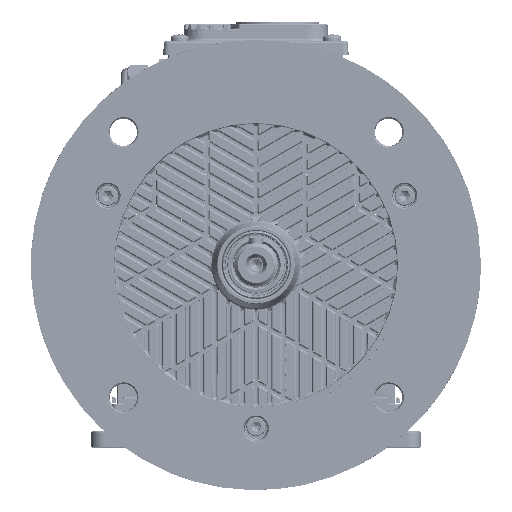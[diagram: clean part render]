
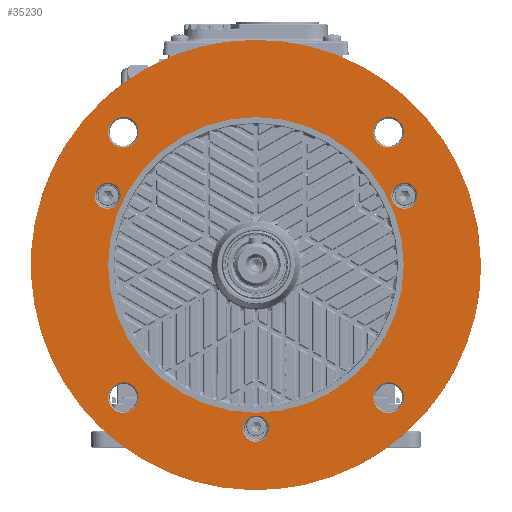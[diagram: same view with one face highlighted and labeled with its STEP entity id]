
A CAD part, top view. The second image highlights one B-rep face of the part: STEP entity #35230.
In plain terms, the highlighted planar face has unit normal (0, 0, 1).
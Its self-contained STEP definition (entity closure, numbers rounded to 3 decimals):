
#30279=B_SPLINE_CURVE_WITH_KNOTS('',3,(#228605,#228606,#228607,#228608,
#228609,#228610,#228611,#228612,#228613,#228614,#228615,#228616,#228617,
#228618,#228619,#228620,#228621,#228622,#228623,#228624,#228625,#228626,
#228627,#228628,#228629,#228630,#228631,#228632,#228633,#228634,#228635,
#228636,#228637,#228638,#228639,#228640,#228641,#228642,#228643,#228644,
#228645,#228646,#228647,#228648,#228649,#228650,#228651,#228652,#228653),
 .UNSPECIFIED.,.T.,.F.,(1,3,3,3,3,3,3,3,3,3,3,3,3,3,3,3,3,3,1),(-0.063,
0.,0.063,0.125,0.188,0.25,0.313,0.375,0.438,0.5,0.563,0.625,0.688,
0.75,0.813,0.875,0.938,1.,1.063),.UNSPECIFIED.);
#35230=ADVANCED_FACE('',(#38780,#38781,#38782,#38783,#38784,#38785,#38786,
#38787,#38788),#37897,.T.);
#37897=PLANE('',#122723);
#38780=FACE_BOUND('',#43658,.T.);
#38781=FACE_BOUND('',#43659,.T.);
#38782=FACE_BOUND('',#43660,.T.);
#38783=FACE_BOUND('',#43661,.T.);
#38784=FACE_BOUND('',#43662,.T.);
#38785=FACE_BOUND('',#43663,.T.);
#38786=FACE_BOUND('',#43664,.T.);
#38787=FACE_BOUND('',#43665,.T.);
#38788=FACE_BOUND('',#43666,.T.);
#43658=EDGE_LOOP('',(#67359));
#43659=EDGE_LOOP('',(#67360));
#43660=EDGE_LOOP('',(#67361));
#43661=EDGE_LOOP('',(#67362));
#43662=EDGE_LOOP('',(#67363));
#43663=EDGE_LOOP('',(#67364));
#43664=EDGE_LOOP('',(#67365));
#43665=EDGE_LOOP('',(#67366));
#43666=EDGE_LOOP('',(#67367));
#67359=ORIENTED_EDGE('',*,*,#101772,.T.);
#67360=ORIENTED_EDGE('',*,*,#101770,.T.);
#67361=ORIENTED_EDGE('',*,*,#101768,.T.);
#67362=ORIENTED_EDGE('',*,*,#101766,.T.);
#67363=ORIENTED_EDGE('',*,*,#101764,.T.);
#67364=ORIENTED_EDGE('',*,*,#101762,.T.);
#67365=ORIENTED_EDGE('',*,*,#101760,.T.);
#67366=ORIENTED_EDGE('',*,*,#101781,.T.);
#67367=ORIENTED_EDGE('',*,*,#101782,.F.);
#84185=VERTEX_POINT('',#228550);
#84187=VERTEX_POINT('',#228555);
#84189=VERTEX_POINT('',#228560);
#84191=VERTEX_POINT('',#228565);
#84193=VERTEX_POINT('',#228570);
#84195=VERTEX_POINT('',#228575);
#84197=VERTEX_POINT('',#228580);
#84206=VERTEX_POINT('',#228654);
#84207=VERTEX_POINT('',#228656);
#101760=EDGE_CURVE('',#84185,#84185,#111083,.T.);
#101762=EDGE_CURVE('',#84187,#84187,#111085,.T.);
#101764=EDGE_CURVE('',#84189,#84189,#111087,.T.);
#101766=EDGE_CURVE('',#84191,#84191,#111089,.T.);
#101768=EDGE_CURVE('',#84193,#84193,#111091,.T.);
#101770=EDGE_CURVE('',#84195,#84195,#111093,.T.);
#101772=EDGE_CURVE('',#84197,#84197,#111095,.T.);
#101781=EDGE_CURVE('',#84206,#84206,#30279,.T.);
#101782=EDGE_CURVE('',#84207,#84207,#111104,.T.);
#111083=CIRCLE('',#122687,5.752);
#111085=CIRCLE('',#122690,6.71);
#111087=CIRCLE('',#122693,6.71);
#111089=CIRCLE('',#122696,5.752);
#111091=CIRCLE('',#122699,6.71);
#111093=CIRCLE('',#122702,5.752);
#111095=CIRCLE('',#122705,6.71);
#111104=CIRCLE('',#122722,65.);
#122687=AXIS2_PLACEMENT_3D('',#228549,#150284,#150285);
#122690=AXIS2_PLACEMENT_3D('',#228554,#150290,#150291);
#122693=AXIS2_PLACEMENT_3D('',#228559,#150296,#150297);
#122696=AXIS2_PLACEMENT_3D('',#228564,#150302,#150303);
#122699=AXIS2_PLACEMENT_3D('',#228569,#150308,#150309);
#122702=AXIS2_PLACEMENT_3D('',#228574,#150314,#150315);
#122705=AXIS2_PLACEMENT_3D('',#228579,#150320,#150321);
#122722=AXIS2_PLACEMENT_3D('',#228655,#150354,#150355);
#122723=AXIS2_PLACEMENT_3D('',#228657,#150356,#150357);
#150284=DIRECTION('',(0.,0.,-1.));
#150285=DIRECTION('',(-1.,0.,0.));
#150290=DIRECTION('',(0.,0.,-1.));
#150291=DIRECTION('',(-1.,0.,0.));
#150296=DIRECTION('',(0.,0.,-1.));
#150297=DIRECTION('',(-1.,0.,0.));
#150302=DIRECTION('',(0.,0.,-1.));
#150303=DIRECTION('',(-1.,0.,0.));
#150308=DIRECTION('',(0.,0.,-1.));
#150309=DIRECTION('',(-1.,0.,0.));
#150314=DIRECTION('',(0.,0.,-1.));
#150315=DIRECTION('',(-1.,0.,0.));
#150320=DIRECTION('',(0.,0.,-1.));
#150321=DIRECTION('',(-1.,0.,0.));
#150354=DIRECTION('',(0.,0.,1.));
#150355=DIRECTION('',(-1.,0.,0.));
#150356=DIRECTION('',(0.,0.,1.));
#150357=DIRECTION('',(-1.,0.,0.));
#228549=CARTESIAN_POINT('',(-65.254,30.429,32.5));
#228550=CARTESIAN_POINT('',(-71.006,30.429,32.5));
#228554=CARTESIAN_POINT('',(-58.336,58.336,32.5));
#228555=CARTESIAN_POINT('',(-65.046,58.336,32.5));
#228559=CARTESIAN_POINT('',(-58.336,-58.336,32.5));
#228560=CARTESIAN_POINT('',(-65.046,-58.336,32.5));
#228564=CARTESIAN_POINT('',(0.,-72.,32.5));
#228565=CARTESIAN_POINT('',(-5.752,-72.,32.5));
#228569=CARTESIAN_POINT('',(58.336,-58.336,32.5));
#228570=CARTESIAN_POINT('',(51.627,-58.336,32.5));
#228574=CARTESIAN_POINT('',(65.254,30.429,32.5));
#228575=CARTESIAN_POINT('',(59.502,30.429,32.5));
#228579=CARTESIAN_POINT('',(58.336,58.336,32.5));
#228580=CARTESIAN_POINT('',(51.627,58.336,32.5));
#228605=CARTESIAN_POINT('',(99.,0.,32.5));
#228606=CARTESIAN_POINT('',(99.,13.001,32.5));
#228607=CARTESIAN_POINT('',(96.439,25.875,32.5));
#228608=CARTESIAN_POINT('',(91.464,37.886,32.5));
#228609=CARTESIAN_POINT('',(86.489,49.896,32.5));
#228610=CARTESIAN_POINT('',(79.196,60.811,32.5));
#228611=CARTESIAN_POINT('',(70.004,70.004,32.5));
#228612=CARTESIAN_POINT('',(60.811,79.196,32.5));
#228613=CARTESIAN_POINT('',(49.896,86.489,32.5));
#228614=CARTESIAN_POINT('',(37.886,91.464,32.5));
#228615=CARTESIAN_POINT('',(25.875,96.439,32.5));
#228616=CARTESIAN_POINT('',(13.,99.,32.5));
#228617=CARTESIAN_POINT('',(0.,99.,32.5));
#228618=CARTESIAN_POINT('',(-13.,99.,32.5));
#228619=CARTESIAN_POINT('',(-25.875,96.439,32.5));
#228620=CARTESIAN_POINT('',(-37.886,91.464,32.5));
#228621=CARTESIAN_POINT('',(-49.896,86.489,32.5));
#228622=CARTESIAN_POINT('',(-60.811,79.196,32.5));
#228623=CARTESIAN_POINT('',(-70.004,70.004,32.5));
#228624=CARTESIAN_POINT('',(-79.196,60.811,32.5));
#228625=CARTESIAN_POINT('',(-86.489,49.896,32.5));
#228626=CARTESIAN_POINT('',(-91.464,37.886,32.5));
#228627=CARTESIAN_POINT('',(-96.439,25.875,32.5));
#228628=CARTESIAN_POINT('',(-99.,13.,32.5));
#228629=CARTESIAN_POINT('',(-99.,0.,32.5));
#228630=CARTESIAN_POINT('',(-99.,-13.,32.5));
#228631=CARTESIAN_POINT('',(-96.439,-25.875,32.5));
#228632=CARTESIAN_POINT('',(-91.464,-37.886,32.5));
#228633=CARTESIAN_POINT('',(-86.489,-49.896,32.5));
#228634=CARTESIAN_POINT('',(-79.196,-60.811,32.5));
#228635=CARTESIAN_POINT('',(-70.004,-70.004,32.5));
#228636=CARTESIAN_POINT('',(-60.811,-79.196,32.5));
#228637=CARTESIAN_POINT('',(-49.896,-86.489,32.5));
#228638=CARTESIAN_POINT('',(-37.886,-91.464,32.5));
#228639=CARTESIAN_POINT('',(-25.875,-96.439,32.5));
#228640=CARTESIAN_POINT('',(-13.,-99.,32.5));
#228641=CARTESIAN_POINT('',(0.,-99.,32.5));
#228642=CARTESIAN_POINT('',(13.,-99.,32.5));
#228643=CARTESIAN_POINT('',(25.875,-96.439,32.5));
#228644=CARTESIAN_POINT('',(37.886,-91.464,32.5));
#228645=CARTESIAN_POINT('',(49.896,-86.489,32.5));
#228646=CARTESIAN_POINT('',(60.811,-79.196,32.5));
#228647=CARTESIAN_POINT('',(70.004,-70.004,32.5));
#228648=CARTESIAN_POINT('',(79.196,-60.811,32.5));
#228649=CARTESIAN_POINT('',(86.489,-49.896,32.5));
#228650=CARTESIAN_POINT('',(91.464,-37.886,32.5));
#228651=CARTESIAN_POINT('',(96.439,-25.875,32.5));
#228652=CARTESIAN_POINT('',(99.,-13.,32.5));
#228653=CARTESIAN_POINT('',(99.,0.,32.5));
#228654=CARTESIAN_POINT('',(98.996,0.,32.5));
#228655=CARTESIAN_POINT('',(0.,0.,32.5));
#228656=CARTESIAN_POINT('',(-65.,0.,32.5));
#228657=CARTESIAN_POINT('',(0.,0.,32.5));
